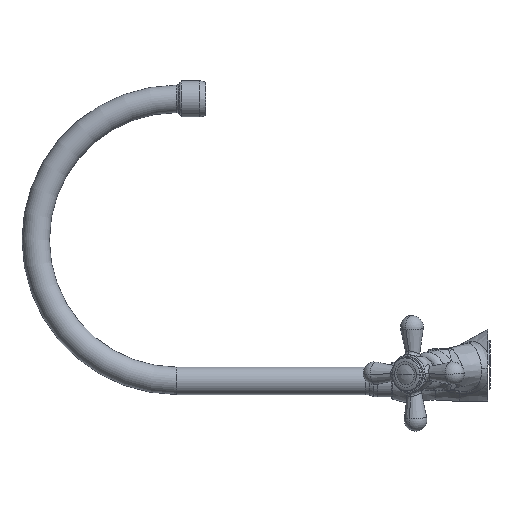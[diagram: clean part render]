
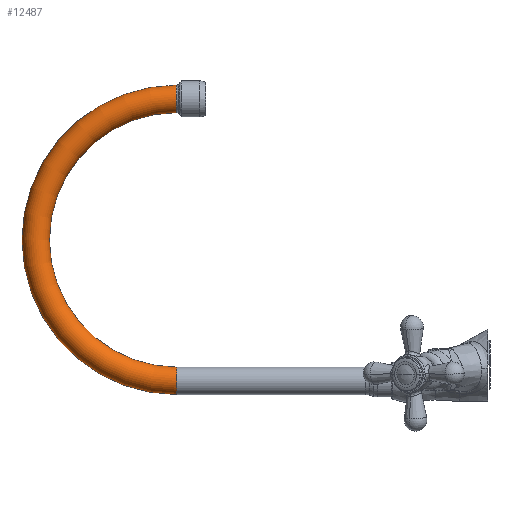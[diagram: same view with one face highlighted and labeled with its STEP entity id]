
A CAD part, left-side view. The second image highlights one B-rep face of the part: STEP entity #12487.
In plain terms, the highlighted toroidal (fillet/blend) face has major radius 92.5 mm and minor radius 9 mm.
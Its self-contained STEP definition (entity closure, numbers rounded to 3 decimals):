
#11976=CARTESIAN_POINT('',(0.,205.836,
165.499));
#11993=CARTESIAN_POINT('',(0.,205.823,
183.5));
#12000=CARTESIAN_POINT('',(0.,205.5,82.));
#12001=DIRECTION('',(1.,0.,0.));
#12002=DIRECTION('',(0.,0.,-1.));
#12003=AXIS2_PLACEMENT_3D('',#12000,#12001,#12002);
#12015=CARTESIAN_POINT('',(0.,205.823,
183.5));
#12016=CARTESIAN_POINT('',(-0.742,205.823,
183.499));
#12017=CARTESIAN_POINT('',(-2.216,205.823,
183.314));
#12018=CARTESIAN_POINT('',(-4.248,205.823,
182.533));
#12019=CARTESIAN_POINT('',(-6.052,205.824,
181.28));
#12020=CARTESIAN_POINT('',(-7.498,205.825,
179.635));
#12021=CARTESIAN_POINT('',(-8.51,205.826,
177.69));
#12022=CARTESIAN_POINT('',(-9.025,205.828,
175.559));
#12023=CARTESIAN_POINT('',(-9.02,205.829,
173.37));
#12024=CARTESIAN_POINT('',(-8.476,205.831,
171.232));
#12025=CARTESIAN_POINT('',(-7.526,205.832,
169.445));
#12026=CARTESIAN_POINT('',(-6.392,205.833,
168.093));
#12027=CARTESIAN_POINT('',(-5.205,205.834,
167.11));
#12028=CARTESIAN_POINT('',(-4.017,205.835,
166.411));
#12029=CARTESIAN_POINT('',(-2.842,205.835,
165.928));
#12030=CARTESIAN_POINT('',(-1.547,205.836,
165.595));
#12031=CARTESIAN_POINT('',(-0.532,205.836,
165.499));
#12032=CARTESIAN_POINT('',(0.,205.836,
165.499));
#12034=CARTESIAN_POINT('',(0.,205.5,-10.5));
#12035=DIRECTION('',(0.,1.,0.));
#12036=DIRECTION('',(0.,0.,-1.));
#12037=AXIS2_PLACEMENT_3D('',#12034,#12035,#12036);
#12039=CARTESIAN_POINT('',(0.,205.5,82.));
#12040=DIRECTION('',(1.,0.,0.));
#12041=DIRECTION('',(0.,0.,-1.));
#12042=AXIS2_PLACEMENT_3D('',#12039,#12040,#12041);
#12186=CARTESIAN_POINT('',(0.,205.5,-19.5));
#12187=CARTESIAN_POINT('',(0.,205.5,-1.5));
#12188=VERTEX_POINT('',#12186);
#12189=VERTEX_POINT('',#12187);
#12190=VERTEX_POINT('',#11976);
#12191=VERTEX_POINT('',#11993);
#12476=CARTESIAN_POINT('',(0.,205.5,82.));
#12477=DIRECTION('',(1.,0.,0.));
#12478=DIRECTION('',(0.,0.,1.));
#12479=AXIS2_PLACEMENT_3D('',#12476,#12477,#12478);
#12480=TOROIDAL_SURFACE('',#12479,92.5,9.);
#12481=ORIENTED_EDGE('',*,*,#12467,.T.);
#12482=ORIENTED_EDGE('',*,*,#12290,.F.);
#12483=ORIENTED_EDGE('',*,*,#12231,.F.);
#12484=ORIENTED_EDGE('',*,*,#12287,.T.);
#12485=EDGE_LOOP('',(#12481,#12482,#12483,#12484));
#12486=FACE_OUTER_BOUND('',#12485,.F.);
#12487=ADVANCED_FACE('',(#12486),#12480,.T.);
#12004=CIRCLE('',#12003,83.5);
#12033=B_SPLINE_CURVE_WITH_KNOTS('',3,(#12015,#12016,#12017,#12018,#12019,
#12020,#12021,#12022,#12023,#12024,#12025,#12026,#12027,#12028,#12029,#12030,
#12031,#12032),.UNSPECIFIED.,.F.,.F.,(4,1,1,1,1,1,1,1,1,1,1,1,1,1,1,4),(0.,
0.067,0.133,0.2,0.267,0.333,
0.4,0.467,0.533,0.6,0.667,
0.733,0.8,0.867,0.933,1.),
.UNSPECIFIED.);
#12038=CIRCLE('',#12037,9.);
#12043=CIRCLE('',#12042,101.5);
#12231=EDGE_CURVE('',#12188,#12189,#12038,.T.);
#12287=EDGE_CURVE('',#12188,#12191,#12043,.T.);
#12290=EDGE_CURVE('',#12189,#12190,#12004,.T.);
#12467=EDGE_CURVE('',#12191,#12190,#12033,.T.);
